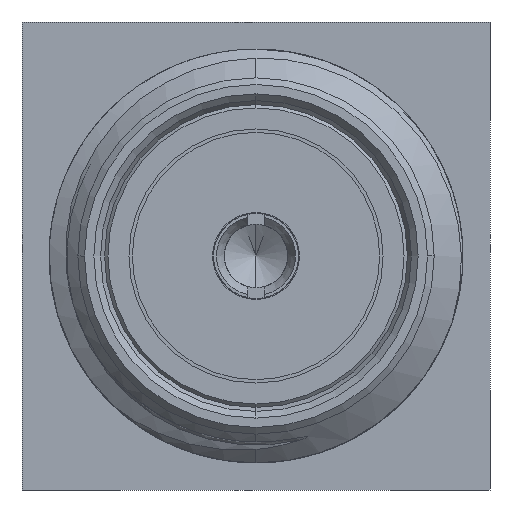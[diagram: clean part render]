
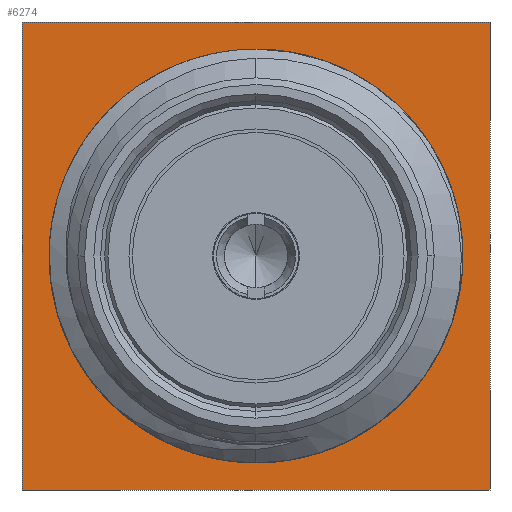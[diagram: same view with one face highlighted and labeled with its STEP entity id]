
A CAD part, left-side view. The second image highlights one B-rep face of the part: STEP entity #6274.
In plain terms, the highlighted planar face has unit normal (-1, 0, 0).
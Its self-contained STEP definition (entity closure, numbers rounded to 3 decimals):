
#55 = DIRECTION ( 'NONE',  ( 0., -1., 0. ) ) ;
#199 = DIRECTION ( 'NONE',  ( -1., 0., 0. ) ) ;
#1024 = ORIENTED_EDGE ( 'NONE', *, *, #6360, .F. ) ;
#1105 = PLANE ( 'NONE',  #9718 ) ;
#1499 = VERTEX_POINT ( 'NONE', #11523 ) ;
#1529 = CARTESIAN_POINT ( 'NONE',  ( 16., 0., 0. ) ) ;
#1656 = EDGE_CURVE ( 'NONE', #4995, #5290, #2488, .T. ) ;
#2314 = CARTESIAN_POINT ( 'NONE',  ( 16., 0., 0. ) ) ;
#2358 = CARTESIAN_POINT ( 'NONE',  ( 16., 3.5, -3.5 ) ) ;
#2488 = LINE ( 'NONE', #2941, #7273 ) ;
#2647 = VERTEX_POINT ( 'NONE', #11058 ) ;
#2661 = EDGE_CURVE ( 'NONE', #10628, #6683, #8316, .T. ) ;
#2670 = ORIENTED_EDGE ( 'NONE', *, *, #9917, .F. ) ;
#2941 = CARTESIAN_POINT ( 'NONE',  ( 16., 0., -3.5 ) ) ;
#3623 = LINE ( 'NONE', #11025, #7012 ) ;
#3657 = VECTOR ( 'NONE', #55, 1000. ) ;
#3760 = ORIENTED_EDGE ( 'NONE', *, *, #5820, .T. ) ;
#3785 = CARTESIAN_POINT ( 'NONE',  ( 16., 0., -3.095 ) ) ;
#4073 = CARTESIAN_POINT ( 'NONE',  ( 16., -3.5, 3.5 ) ) ;
#4153 = DIRECTION ( 'NONE',  ( 1., 0., 0. ) ) ;
#4349 = EDGE_LOOP ( 'NONE', ( #5765, #1024, #2670, #8620 ) ) ;
#4604 = ORIENTED_EDGE ( 'NONE', *, *, #2661, .T. ) ;
#4900 = CARTESIAN_POINT ( 'NONE',  ( 16., 0., 3.5 ) ) ;
#4995 = VERTEX_POINT ( 'NONE', #6735 ) ;
#5031 = FACE_BOUND ( 'NONE', #8914, .T. ) ;
#5204 = DIRECTION ( 'NONE',  ( 0., 0., 1. ) ) ;
#5290 = VERTEX_POINT ( 'NONE', #2358 ) ;
#5496 = DIRECTION ( 'NONE',  ( 0., 0., 1. ) ) ;
#5765 = ORIENTED_EDGE ( 'NONE', *, *, #1656, .F. ) ;
#5820 = EDGE_CURVE ( 'NONE', #6683, #10628, #6731, .T. ) ;
#6274 = ADVANCED_FACE ( 'NONE', ( #5031, #6573 ), #1105, .T. ) ;
#6360 = EDGE_CURVE ( 'NONE', #2647, #4995, #3623, .T. ) ;
#6573 = FACE_OUTER_BOUND ( 'NONE', #4349, .T. ) ;
#6683 = VERTEX_POINT ( 'NONE', #10478 ) ;
#6731 = CIRCLE ( 'NONE', #12399, 3.095 ) ;
#6735 = CARTESIAN_POINT ( 'NONE',  ( 16., -3.5, -3.5 ) ) ;
#7012 = VECTOR ( 'NONE', #11069, 1000. ) ;
#7273 = VECTOR ( 'NONE', #9835, 1000. ) ;
#7609 = EDGE_CURVE ( 'NONE', #5290, #1499, #7691, .T. ) ;
#7691 = LINE ( 'NONE', #10191, #10930 ) ;
#8316 = CIRCLE ( 'NONE', #11467, 3.095 ) ;
#8404 = DIRECTION ( 'NONE',  ( 1., 0., 0. ) ) ;
#8620 = ORIENTED_EDGE ( 'NONE', *, *, #7609, .F. ) ;
#8914 = EDGE_LOOP ( 'NONE', ( #3760, #4604 ) ) ;
#9718 = AXIS2_PLACEMENT_3D ( 'NONE', #4073, #199, #10937 ) ;
#9835 = DIRECTION ( 'NONE',  ( 0., 1., 0. ) ) ;
#9917 = EDGE_CURVE ( 'NONE', #1499, #2647, #11057, .T. ) ;
#10191 = CARTESIAN_POINT ( 'NONE',  ( 16., 3.5, 0. ) ) ;
#10478 = CARTESIAN_POINT ( 'NONE',  ( 16., 0., 3.095 ) ) ;
#10628 = VERTEX_POINT ( 'NONE', #3785 ) ;
#10930 = VECTOR ( 'NONE', #12237, 1000. ) ;
#10937 = DIRECTION ( 'NONE',  ( 0., 1., 0. ) ) ;
#11025 = CARTESIAN_POINT ( 'NONE',  ( 16., -3.5, 0. ) ) ;
#11057 = LINE ( 'NONE', #4900, #3657 ) ;
#11058 = CARTESIAN_POINT ( 'NONE',  ( 16., -3.5, 3.5 ) ) ;
#11069 = DIRECTION ( 'NONE',  ( 0., 0., -1. ) ) ;
#11467 = AXIS2_PLACEMENT_3D ( 'NONE', #2314, #4153, #5204 ) ;
#11523 = CARTESIAN_POINT ( 'NONE',  ( 16., 3.5, 3.5 ) ) ;
#12237 = DIRECTION ( 'NONE',  ( 0., 0., 1. ) ) ;
#12399 = AXIS2_PLACEMENT_3D ( 'NONE', #1529, #8404, #5496 ) ;
